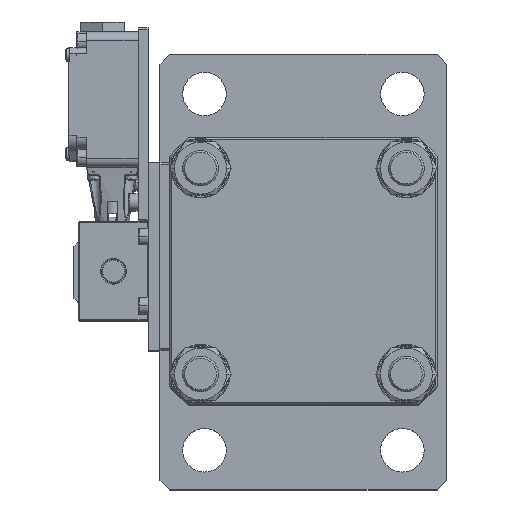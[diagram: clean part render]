
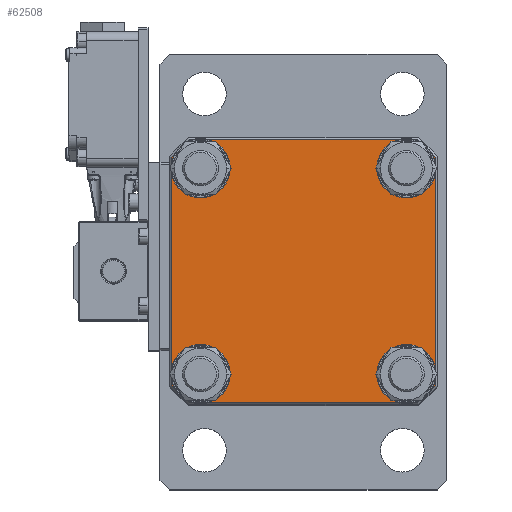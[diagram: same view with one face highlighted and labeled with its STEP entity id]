
A CAD part, top view. The second image highlights one B-rep face of the part: STEP entity #62508.
In plain terms, the highlighted face is planar.
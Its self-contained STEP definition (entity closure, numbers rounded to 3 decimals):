
#9081 = VERTEX_POINT ( 'NONE', #68533 ) ;
#9084 = VERTEX_POINT ( 'NONE', #68535 ) ;
#9086 = VERTEX_POINT ( 'NONE', #68537 ) ;
#9092 = VERTEX_POINT ( 'NONE', #68543 ) ;
#9097 = VERTEX_POINT ( 'NONE', #68547 ) ;
#9108 = VERTEX_POINT ( 'NONE', #68558 ) ;
#9116 = VERTEX_POINT ( 'NONE', #68566 ) ;
#9141 = VERTEX_POINT ( 'NONE', #68590 ) ;
#9144 = VERTEX_POINT ( 'NONE', #68596 ) ;
#9145 = VERTEX_POINT ( 'NONE', #68598 ) ;
#9149 = VERTEX_POINT ( 'NONE', #68606 ) ;
#9255 = VERTEX_POINT ( 'NONE', #68818 ) ;
#9259 = VERTEX_POINT ( 'NONE', #68826 ) ;
#9275 = VERTEX_POINT ( 'NONE', #68858 ) ;
#9288 = VERTEX_POINT ( 'NONE', #68884 ) ;
#9300 = VERTEX_POINT ( 'NONE', #68908 ) ;
#23021 = ORIENTED_EDGE ( 'NONE', *, *, #85087, .T. ) ;
#23032 = ORIENTED_EDGE ( 'NONE', *, *, #85088, .T. ) ;
#23033 = ORIENTED_EDGE ( 'NONE', *, *, #85086, .T. ) ;
#23034 = ORIENTED_EDGE ( 'NONE', *, *, #85089, .T. ) ;
#23035 = ORIENTED_EDGE ( 'NONE', *, *, #85090, .T. ) ;
#23036 = ORIENTED_EDGE ( 'NONE', *, *, #85091, .T. ) ;
#23037 = ORIENTED_EDGE ( 'NONE', *, *, #85092, .T. ) ;
#23038 = ORIENTED_EDGE ( 'NONE', *, *, #85093, .T. ) ;
#23040 = ORIENTED_EDGE ( 'NONE', *, *, #85094, .T. ) ;
#23041 = ORIENTED_EDGE ( 'NONE', *, *, #85061, .T. ) ;
#23042 = ORIENTED_EDGE ( 'NONE', *, *, #85095, .T. ) ;
#23043 = ORIENTED_EDGE ( 'NONE', *, *, #85069, .T. ) ;
#23044 = ORIENTED_EDGE ( 'NONE', *, *, #85096, .T. ) ;
#23045 = ORIENTED_EDGE ( 'NONE', *, *, #85065, .T. ) ;
#23046 = ORIENTED_EDGE ( 'NONE', *, *, #85097, .T. ) ;
#23047 = ORIENTED_EDGE ( 'NONE', *, *, #85057, .T. ) ;
#23283 = AXIS2_PLACEMENT_3D ( 'NONE', #79056, #79057, #79058 ) ;
#26063 = LINE ( 'NONE', #27313, #82307 ) ;
#26064 = LINE ( 'NONE', #27315, #82312 ) ;
#26065 = LINE ( 'NONE', #27320, #82320 ) ;
#26066 = LINE ( 'NONE', #27325, #82329 ) ;
#27234 = CARTESIAN_POINT ( 'NONE',  ( 10818.36, -25904.085, 0. ) ) ;
#27235 = DIRECTION ( 'NONE',  ( 0., 0., 1. ) ) ;
#27236 = DIRECTION ( 'NONE',  ( 1., 0., 0. ) ) ;
#27244 = CARTESIAN_POINT ( 'NONE',  ( 10818.36, -26008.085, 0. ) ) ;
#27245 = DIRECTION ( 'NONE',  ( 0., 0., 1. ) ) ;
#27246 = DIRECTION ( 'NONE',  ( 1., 0., 0. ) ) ;
#27254 = CARTESIAN_POINT ( 'NONE',  ( 10714.36, -26008.085, 0. ) ) ;
#27255 = DIRECTION ( 'NONE',  ( 0., 0., 1. ) ) ;
#27256 = DIRECTION ( 'NONE',  ( 1., 0., 0. ) ) ;
#27264 = CARTESIAN_POINT ( 'NONE',  ( 10714.36, -25904.085, 0. ) ) ;
#27265 = DIRECTION ( 'NONE',  ( 0., 0., 1. ) ) ;
#27266 = DIRECTION ( 'NONE',  ( 1., 0., 0. ) ) ;
#27310 = CARTESIAN_POINT ( 'NONE',  ( 10766.36, -25956.085, 0. ) ) ;
#27311 = DIRECTION ( 'NONE',  ( 0., 0., -1. ) ) ;
#27312 = DIRECTION ( 'NONE',  ( 1., 0., 0. ) ) ;
#27313 = CARTESIAN_POINT ( 'NONE',  ( 10766.36, -26022.585, 0. ) ) ;
#27314 = DIRECTION ( 'NONE',  ( -1., 0., 0. ) ) ;
#27315 = CARTESIAN_POINT ( 'NONE',  ( 10699.86, -25956.085, 0. ) ) ;
#27316 = DIRECTION ( 'NONE',  ( 0., 1., 0. ) ) ;
#27317 = CARTESIAN_POINT ( 'NONE',  ( 10766.36, -25956.085, 0. ) ) ;
#27318 = DIRECTION ( 'NONE',  ( 0., 0., -1. ) ) ;
#27319 = DIRECTION ( 'NONE',  ( 1., 0., 0. ) ) ;
#27320 = CARTESIAN_POINT ( 'NONE',  ( 10766.36, -25889.585, 0. ) ) ;
#27321 = DIRECTION ( 'NONE',  ( 1., 0., 0. ) ) ;
#27322 = CARTESIAN_POINT ( 'NONE',  ( 10766.36, -25956.085, 0. ) ) ;
#27323 = DIRECTION ( 'NONE',  ( 0., 0., -1. ) ) ;
#27324 = DIRECTION ( 'NONE',  ( 1., 0., 0. ) ) ;
#27325 = CARTESIAN_POINT ( 'NONE',  ( 10832.86, -25956.085, 0. ) ) ;
#27326 = DIRECTION ( 'NONE',  ( 0., -1., 0. ) ) ;
#27327 = CARTESIAN_POINT ( 'NONE',  ( 10766.36, -25956.085, 0. ) ) ;
#27328 = DIRECTION ( 'NONE',  ( 0., 0., -1. ) ) ;
#27329 = DIRECTION ( 'NONE',  ( 1., 0., 0. ) ) ;
#27330 = CARTESIAN_POINT ( 'NONE',  ( 10818.36, -26008.085, 0. ) ) ;
#27331 = DIRECTION ( 'NONE',  ( 0., 0., 1. ) ) ;
#27332 = DIRECTION ( 'NONE',  ( 1., 0., 0. ) ) ;
#27333 = CARTESIAN_POINT ( 'NONE',  ( 10714.36, -25904.085, 0. ) ) ;
#27334 = DIRECTION ( 'NONE',  ( 0., 0., 1. ) ) ;
#27335 = DIRECTION ( 'NONE',  ( 1., 0., 0. ) ) ;
#27336 = CARTESIAN_POINT ( 'NONE',  ( 10714.36, -26008.085, 0. ) ) ;
#27337 = DIRECTION ( 'NONE',  ( 0., 0., 1. ) ) ;
#27338 = DIRECTION ( 'NONE',  ( 1., 0., 0. ) ) ;
#27339 = CARTESIAN_POINT ( 'NONE',  ( 10818.36, -25904.085, 0. ) ) ;
#27340 = DIRECTION ( 'NONE',  ( 0., 0., 1. ) ) ;
#27341 = DIRECTION ( 'NONE',  ( 1., 0., 0. ) ) ;
#61149 = EDGE_LOOP ( 'NONE', ( #23021, #23033, #23032, #23034, #23035, #23036, #23037, #23038 ) ) ;
#61150 = EDGE_LOOP ( 'NONE', ( #23041, #23040 ) ) ;
#61151 = EDGE_LOOP ( 'NONE', ( #23043, #23042 ) ) ;
#61152 = EDGE_LOOP ( 'NONE', ( #23045, #23044 ) ) ;
#61153 = EDGE_LOOP ( 'NONE', ( #23047, #23046 ) ) ;
#62508 = ADVANCED_FACE ( 'NONE', ( #67295, #67296, #67297, #67298, #67299 ), #79055, .F. ) ;
#67295 = FACE_OUTER_BOUND ( 'NONE', #61149, .T. ) ;
#67296 = FACE_BOUND ( 'NONE', #61150, .T. ) ;
#67297 = FACE_BOUND ( 'NONE', #61151, .T. ) ;
#67298 = FACE_BOUND ( 'NONE', #61152, .T. ) ;
#67299 = FACE_BOUND ( 'NONE', #61153, .T. ) ;
#68533 = CARTESIAN_POINT ( 'NONE',  ( 10708.725, -25889.585, 0. ) ) ;
#68535 = CARTESIAN_POINT ( 'NONE',  ( 10699.86, -25898.451, 0. ) ) ;
#68537 = CARTESIAN_POINT ( 'NONE',  ( 10699.86, -26013.72, 0. ) ) ;
#68543 = CARTESIAN_POINT ( 'NONE',  ( 10708.725, -26022.585, 0. ) ) ;
#68547 = CARTESIAN_POINT ( 'NONE',  ( 10723.61, -25904.085, 0. ) ) ;
#68558 = CARTESIAN_POINT ( 'NONE',  ( 10705.11, -25904.085, 0. ) ) ;
#68566 = CARTESIAN_POINT ( 'NONE',  ( 10823.994, -25889.585, 0. ) ) ;
#68590 = CARTESIAN_POINT ( 'NONE',  ( 10809.11, -26008.085, 0. ) ) ;
#68596 = CARTESIAN_POINT ( 'NONE',  ( 10832.86, -25898.451, 0. ) ) ;
#68598 = CARTESIAN_POINT ( 'NONE',  ( 10832.86, -26013.72, 0. ) ) ;
#68606 = CARTESIAN_POINT ( 'NONE',  ( 10823.994, -26022.585, 0. ) ) ;
#68818 = CARTESIAN_POINT ( 'NONE',  ( 10827.61, -26008.085, 0. ) ) ;
#68826 = CARTESIAN_POINT ( 'NONE',  ( 10827.61, -25904.085, 0. ) ) ;
#68858 = CARTESIAN_POINT ( 'NONE',  ( 10723.61, -26008.085, 0. ) ) ;
#68884 = CARTESIAN_POINT ( 'NONE',  ( 10809.11, -25904.085, 0. ) ) ;
#68908 = CARTESIAN_POINT ( 'NONE',  ( 10705.11, -26008.085, 0. ) ) ;
#79055 = PLANE ( 'NONE',  #23283 ) ;
#79056 = CARTESIAN_POINT ( 'NONE',  ( 10766.36, -25956.085, 0. ) ) ;
#79057 = DIRECTION ( 'NONE',  ( 0., 0., 1. ) ) ;
#79058 = DIRECTION ( 'NONE',  ( 1., 0., 0. ) ) ;
#82159 = CIRCLE ( 'NONE', #82189, 9.25 ) ;
#82187 = CIRCLE ( 'NONE', #82206, 9.25 ) ;
#82189 = AXIS2_PLACEMENT_3D ( 'NONE', #27234, #27235, #27236 ) ;
#82203 = CIRCLE ( 'NONE', #82222, 9.25 ) ;
#82206 = AXIS2_PLACEMENT_3D ( 'NONE', #27244, #27245, #27246 ) ;
#82220 = CIRCLE ( 'NONE', #82237, 9.25 ) ;
#82222 = AXIS2_PLACEMENT_3D ( 'NONE', #27254, #27255, #27256 ) ;
#82237 = AXIS2_PLACEMENT_3D ( 'NONE', #27264, #27265, #27266 ) ;
#82286 = CIRCLE ( 'NONE', #82301, 88. ) ;
#82294 = CIRCLE ( 'NONE', #82331, 88. ) ;
#82299 = CIRCLE ( 'NONE', #82323, 88. ) ;
#82301 = AXIS2_PLACEMENT_3D ( 'NONE', #27310, #27311, #27312 ) ;
#82304 = CIRCLE ( 'NONE', #82314, 88. ) ;
#82307 = VECTOR ( 'NONE', #27314, 1000. ) ;
#82310 = CIRCLE ( 'NONE', #82336, 9.25 ) ;
#82312 = VECTOR ( 'NONE', #27316, 1000. ) ;
#82314 = AXIS2_PLACEMENT_3D ( 'NONE', #27317, #27318, #27319 ) ;
#82318 = CIRCLE ( 'NONE', #82340, 9.25 ) ;
#82320 = VECTOR ( 'NONE', #27321, 1000. ) ;
#82323 = AXIS2_PLACEMENT_3D ( 'NONE', #27322, #27323, #27324 ) ;
#82326 = CIRCLE ( 'NONE', #82344, 9.25 ) ;
#82329 = VECTOR ( 'NONE', #27326, 1000. ) ;
#82331 = AXIS2_PLACEMENT_3D ( 'NONE', #27327, #27328, #27329 ) ;
#82333 = CIRCLE ( 'NONE', #82348, 9.25 ) ;
#82336 = AXIS2_PLACEMENT_3D ( 'NONE', #27330, #27331, #27332 ) ;
#82340 = AXIS2_PLACEMENT_3D ( 'NONE', #27333, #27334, #27335 ) ;
#82344 = AXIS2_PLACEMENT_3D ( 'NONE', #27336, #27337, #27338 ) ;
#82348 = AXIS2_PLACEMENT_3D ( 'NONE', #27339, #27340, #27341 ) ;
#85057 = EDGE_CURVE ( 'NONE', #9288, #9259, #82159, .T. ) ;
#85061 = EDGE_CURVE ( 'NONE', #9141, #9255, #82187, .T. ) ;
#85065 = EDGE_CURVE ( 'NONE', #9300, #9275, #82203, .T. ) ;
#85069 = EDGE_CURVE ( 'NONE', #9108, #9097, #82220, .T. ) ;
#85086 = EDGE_CURVE ( 'NONE', #9092, #9086, #82286, .T. ) ;
#85087 = EDGE_CURVE ( 'NONE', #9149, #9092, #26063, .T. ) ;
#85088 = EDGE_CURVE ( 'NONE', #9086, #9084, #26064, .T. ) ;
#85089 = EDGE_CURVE ( 'NONE', #9084, #9081, #82304, .T. ) ;
#85090 = EDGE_CURVE ( 'NONE', #9081, #9116, #26065, .T. ) ;
#85091 = EDGE_CURVE ( 'NONE', #9116, #9144, #82299, .T. ) ;
#85092 = EDGE_CURVE ( 'NONE', #9144, #9145, #26066, .T. ) ;
#85093 = EDGE_CURVE ( 'NONE', #9145, #9149, #82294, .T. ) ;
#85094 = EDGE_CURVE ( 'NONE', #9255, #9141, #82310, .T. ) ;
#85095 = EDGE_CURVE ( 'NONE', #9097, #9108, #82318, .T. ) ;
#85096 = EDGE_CURVE ( 'NONE', #9275, #9300, #82326, .T. ) ;
#85097 = EDGE_CURVE ( 'NONE', #9259, #9288, #82333, .T. ) ;
